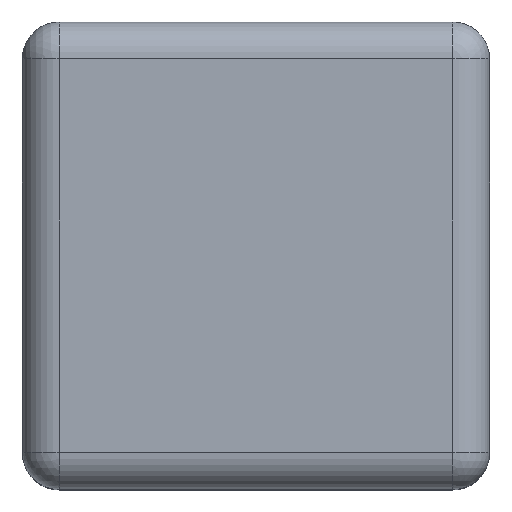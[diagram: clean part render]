
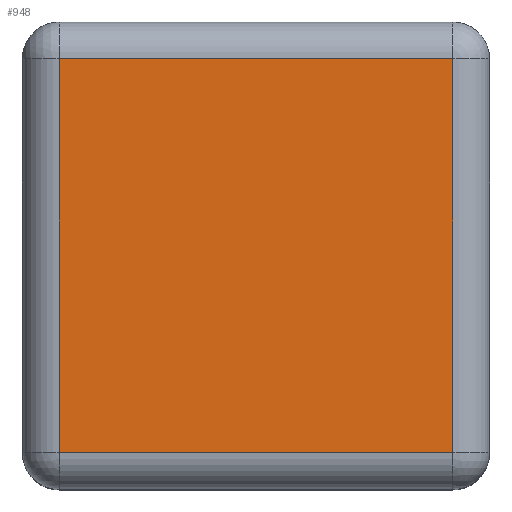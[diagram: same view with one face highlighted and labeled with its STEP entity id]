
A CAD part, top view. The second image highlights one B-rep face of the part: STEP entity #948.
In plain terms, the highlighted planar face has unit normal (0, 0, 1).
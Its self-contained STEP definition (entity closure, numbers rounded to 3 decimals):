
#25 = LINE ( 'NONE', #323, #861 ) ;
#61 = LINE ( 'NONE', #508, #961 ) ;
#63 = PLANE ( 'NONE',  #331 ) ;
#69 = CARTESIAN_POINT ( 'NONE',  ( 0., 0., 13.7 ) ) ;
#77 = VERTEX_POINT ( 'NONE', #202 ) ;
#102 = EDGE_CURVE ( 'NONE', #77, #814, #696, .T. ) ;
#111 = CARTESIAN_POINT ( 'NONE',  ( -5.35, -5.35, 13.7 ) ) ;
#164 = DIRECTION ( 'NONE',  ( -1., 0., 0. ) ) ;
#172 = VECTOR ( 'NONE', #857, 1000. ) ;
#201 = DIRECTION ( 'NONE',  ( -1., 0., 0. ) ) ;
#202 = CARTESIAN_POINT ( 'NONE',  ( 5.35, 5.35, 13.7 ) ) ;
#273 = EDGE_CURVE ( 'NONE', #889, #77, #61, .T. ) ;
#277 = ORIENTED_EDGE ( 'NONE', *, *, #102, .T. ) ;
#306 = VECTOR ( 'NONE', #164, 1000. ) ;
#323 = CARTESIAN_POINT ( 'NONE',  ( -5.35, 0., 13.7 ) ) ;
#325 = EDGE_LOOP ( 'NONE', ( #707, #560, #505, #277 ) ) ;
#331 = AXIS2_PLACEMENT_3D ( 'NONE', #69, #729, #201 ) ;
#341 = EDGE_CURVE ( 'NONE', #621, #889, #604, .T. ) ;
#389 = CARTESIAN_POINT ( 'NONE',  ( 0., -5.35, 13.7 ) ) ;
#478 = EDGE_CURVE ( 'NONE', #814, #621, #25, .T. ) ;
#505 = ORIENTED_EDGE ( 'NONE', *, *, #273, .T. ) ;
#508 = CARTESIAN_POINT ( 'NONE',  ( 5.35, 0., 13.7 ) ) ;
#523 = DIRECTION ( 'NONE',  ( 0., 1., 0. ) ) ;
#560 = ORIENTED_EDGE ( 'NONE', *, *, #341, .T. ) ;
#604 = LINE ( 'NONE', #389, #172 ) ;
#621 = VERTEX_POINT ( 'NONE', #111 ) ;
#696 = LINE ( 'NONE', #865, #306 ) ;
#707 = ORIENTED_EDGE ( 'NONE', *, *, #478, .T. ) ;
#729 = DIRECTION ( 'NONE',  ( 0., 0., -1. ) ) ;
#746 = FACE_OUTER_BOUND ( 'NONE', #325, .T. ) ;
#804 = CARTESIAN_POINT ( 'NONE',  ( -5.35, 5.35, 13.7 ) ) ;
#814 = VERTEX_POINT ( 'NONE', #804 ) ;
#857 = DIRECTION ( 'NONE',  ( 1., 0., 0. ) ) ;
#861 = VECTOR ( 'NONE', #937, 1000. ) ;
#865 = CARTESIAN_POINT ( 'NONE',  ( 0., 5.35, 13.7 ) ) ;
#876 = CARTESIAN_POINT ( 'NONE',  ( 5.35, -5.35, 13.7 ) ) ;
#889 = VERTEX_POINT ( 'NONE', #876 ) ;
#937 = DIRECTION ( 'NONE',  ( 0., -1., 0. ) ) ;
#948 = ADVANCED_FACE ( 'NONE', ( #746 ), #63, .F. ) ;
#961 = VECTOR ( 'NONE', #523, 1000. ) ;
